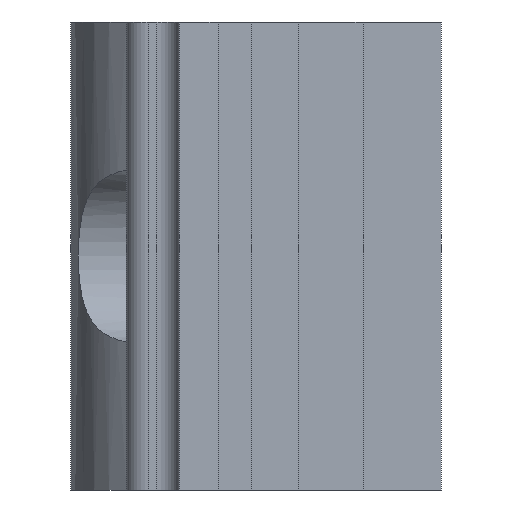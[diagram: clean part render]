
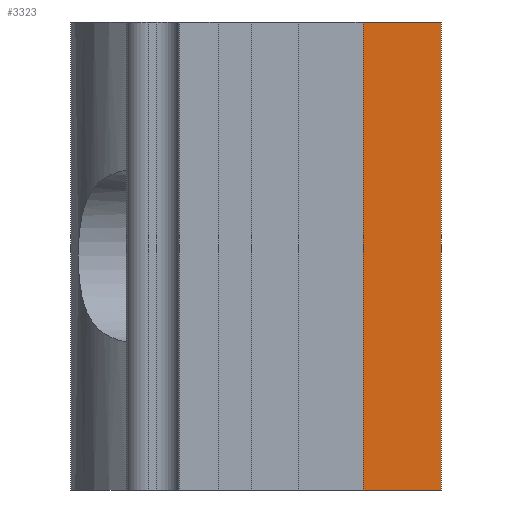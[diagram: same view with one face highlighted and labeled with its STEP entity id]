
A CAD part, left-side view. The second image highlights one B-rep face of the part: STEP entity #3323.
In plain terms, the highlighted planar face has unit normal (-1, 0, 0).
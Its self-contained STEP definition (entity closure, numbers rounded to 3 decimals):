
#55 = PLANE('',#56);
#56 = AXIS2_PLACEMENT_3D('',#57,#58,#59);
#57 = CARTESIAN_POINT('',(-10.7,8.25,0.));
#58 = DIRECTION('',(0.,0.,1.));
#59 = DIRECTION('',(1.,0.,0.));
#111 = PLANE('',#112);
#112 = AXIS2_PLACEMENT_3D('',#113,#114,#115);
#113 = CARTESIAN_POINT('',(-10.7,8.25,42.));
#114 = DIRECTION('',(0.,0.,-1.));
#115 = DIRECTION('',(-1.,0.,0.));
#401 = VERTEX_POINT('',#402);
#402 = CARTESIAN_POINT('',(-3.5,-4.75,0.));
#416 = PLANE('',#417);
#417 = AXIS2_PLACEMENT_3D('',#418,#419,#420);
#418 = CARTESIAN_POINT('',(-3.5,-4.75,0.));
#419 = DIRECTION('',(0.,-1.,0.));
#420 = DIRECTION('',(-1.,0.,0.));
#428 = EDGE_CURVE('',#401,#429,#431,.T.);
#429 = VERTEX_POINT('',#430);
#430 = CARTESIAN_POINT('',(-3.5,-11.75,0.));
#431 = SURFACE_CURVE('',#432,(#436,#443),.PCURVE_S1.);
#432 = LINE('',#433,#434);
#433 = CARTESIAN_POINT('',(-3.5,-4.75,0.));
#434 = VECTOR('',#435,1.);
#435 = DIRECTION('',(0.,-1.,0.));
#436 = PCURVE('',#55,#437);
#437 = DEFINITIONAL_REPRESENTATION('',(#438),#442);
#438 = LINE('',#439,#440);
#439 = CARTESIAN_POINT('',(7.2,-13.));
#440 = VECTOR('',#441,1.);
#441 = DIRECTION('',(0.,-1.));
#442 = ( GEOMETRIC_REPRESENTATION_CONTEXT(2) 
PARAMETRIC_REPRESENTATION_CONTEXT() REPRESENTATION_CONTEXT('2D SPACE',''
  ) );
#443 = PCURVE('',#444,#449);
#444 = PLANE('',#445);
#445 = AXIS2_PLACEMENT_3D('',#446,#447,#448);
#446 = CARTESIAN_POINT('',(-3.5,-4.75,0.));
#447 = DIRECTION('',(1.,0.,0.));
#448 = DIRECTION('',(0.,-1.,0.));
#449 = DEFINITIONAL_REPRESENTATION('',(#450),#454);
#450 = LINE('',#451,#452);
#451 = CARTESIAN_POINT('',(0.,0.));
#452 = VECTOR('',#453,1.);
#453 = DIRECTION('',(1.,0.));
#454 = ( GEOMETRIC_REPRESENTATION_CONTEXT(2) 
PARAMETRIC_REPRESENTATION_CONTEXT() REPRESENTATION_CONTEXT('2D SPACE',''
  ) );
#472 = PLANE('',#473);
#473 = AXIS2_PLACEMENT_3D('',#474,#475,#476);
#474 = CARTESIAN_POINT('',(0.,-11.75,0.));
#475 = DIRECTION('',(0.,-1.,0.));
#476 = DIRECTION('',(-1.,0.,0.));
#1057 = VERTEX_POINT('',#1058);
#1058 = CARTESIAN_POINT('',(-3.5,-11.75,42.));
#1079 = EDGE_CURVE('',#1080,#1057,#1082,.T.);
#1080 = VERTEX_POINT('',#1081);
#1081 = CARTESIAN_POINT('',(-3.5,-4.75,42.));
#1082 = SURFACE_CURVE('',#1083,(#1087,#1094),.PCURVE_S1.);
#1083 = LINE('',#1084,#1085);
#1084 = CARTESIAN_POINT('',(-3.5,-4.75,42.));
#1085 = VECTOR('',#1086,1.);
#1086 = DIRECTION('',(0.,-1.,0.));
#1087 = PCURVE('',#111,#1088);
#1088 = DEFINITIONAL_REPRESENTATION('',(#1089),#1093);
#1089 = LINE('',#1090,#1091);
#1090 = CARTESIAN_POINT('',(-7.2,-13.));
#1091 = VECTOR('',#1092,1.);
#1092 = DIRECTION('',(0.,-1.));
#1093 = ( GEOMETRIC_REPRESENTATION_CONTEXT(2) 
PARAMETRIC_REPRESENTATION_CONTEXT() REPRESENTATION_CONTEXT('2D SPACE',''
  ) );
#1094 = PCURVE('',#444,#1095);
#1095 = DEFINITIONAL_REPRESENTATION('',(#1096),#1100);
#1096 = LINE('',#1097,#1098);
#1097 = CARTESIAN_POINT('',(0.,-42.));
#1098 = VECTOR('',#1099,1.);
#1099 = DIRECTION('',(1.,0.));
#1100 = ( GEOMETRIC_REPRESENTATION_CONTEXT(2) 
PARAMETRIC_REPRESENTATION_CONTEXT() REPRESENTATION_CONTEXT('2D SPACE',''
  ) );
#3275 = EDGE_CURVE('',#429,#1057,#3276,.T.);
#3276 = SURFACE_CURVE('',#3277,(#3281,#3288),.PCURVE_S1.);
#3277 = LINE('',#3278,#3279);
#3278 = CARTESIAN_POINT('',(-3.5,-11.75,0.));
#3279 = VECTOR('',#3280,1.);
#3280 = DIRECTION('',(0.,0.,1.));
#3281 = PCURVE('',#472,#3282);
#3282 = DEFINITIONAL_REPRESENTATION('',(#3283),#3287);
#3283 = LINE('',#3284,#3285);
#3284 = CARTESIAN_POINT('',(3.5,0.));
#3285 = VECTOR('',#3286,1.);
#3286 = DIRECTION('',(0.,-1.));
#3287 = ( GEOMETRIC_REPRESENTATION_CONTEXT(2) 
PARAMETRIC_REPRESENTATION_CONTEXT() REPRESENTATION_CONTEXT('2D SPACE',''
  ) );
#3288 = PCURVE('',#444,#3289);
#3289 = DEFINITIONAL_REPRESENTATION('',(#3290),#3294);
#3290 = LINE('',#3291,#3292);
#3291 = CARTESIAN_POINT('',(7.,0.));
#3292 = VECTOR('',#3293,1.);
#3293 = DIRECTION('',(0.,-1.));
#3294 = ( GEOMETRIC_REPRESENTATION_CONTEXT(2) 
PARAMETRIC_REPRESENTATION_CONTEXT() REPRESENTATION_CONTEXT('2D SPACE',''
  ) );
#3323 = ADVANCED_FACE('',(#3324),#444,.F.);
#3324 = FACE_BOUND('',#3325,.F.);
#3325 = EDGE_LOOP('',(#3326,#3347,#3348,#3349));
#3326 = ORIENTED_EDGE('',*,*,#3327,.T.);
#3327 = EDGE_CURVE('',#401,#1080,#3328,.T.);
#3328 = SURFACE_CURVE('',#3329,(#3333,#3340),.PCURVE_S1.);
#3329 = LINE('',#3330,#3331);
#3330 = CARTESIAN_POINT('',(-3.5,-4.75,0.));
#3331 = VECTOR('',#3332,1.);
#3332 = DIRECTION('',(0.,0.,1.));
#3333 = PCURVE('',#444,#3334);
#3334 = DEFINITIONAL_REPRESENTATION('',(#3335),#3339);
#3335 = LINE('',#3336,#3337);
#3336 = CARTESIAN_POINT('',(0.,0.));
#3337 = VECTOR('',#3338,1.);
#3338 = DIRECTION('',(0.,-1.));
#3339 = ( GEOMETRIC_REPRESENTATION_CONTEXT(2) 
PARAMETRIC_REPRESENTATION_CONTEXT() REPRESENTATION_CONTEXT('2D SPACE',''
  ) );
#3340 = PCURVE('',#416,#3341);
#3341 = DEFINITIONAL_REPRESENTATION('',(#3342),#3346);
#3342 = LINE('',#3343,#3344);
#3343 = CARTESIAN_POINT('',(0.,-0.));
#3344 = VECTOR('',#3345,1.);
#3345 = DIRECTION('',(0.,-1.));
#3346 = ( GEOMETRIC_REPRESENTATION_CONTEXT(2) 
PARAMETRIC_REPRESENTATION_CONTEXT() REPRESENTATION_CONTEXT('2D SPACE',''
  ) );
#3347 = ORIENTED_EDGE('',*,*,#1079,.T.);
#3348 = ORIENTED_EDGE('',*,*,#3275,.F.);
#3349 = ORIENTED_EDGE('',*,*,#428,.F.);
